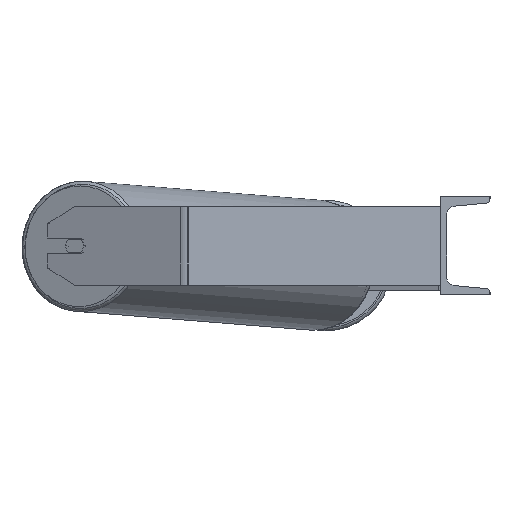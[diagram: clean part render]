
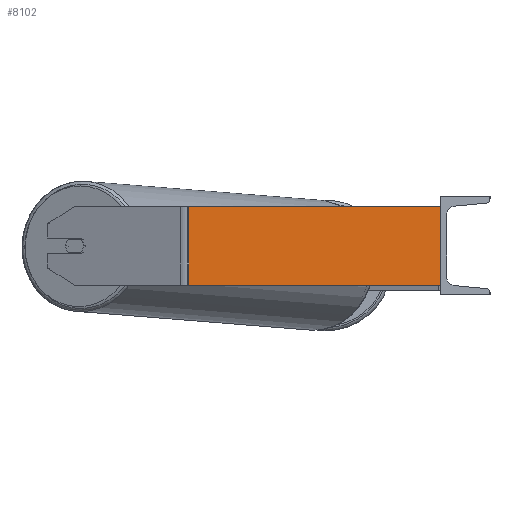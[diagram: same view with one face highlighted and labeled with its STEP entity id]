
A CAD part, left-side view. The second image highlights one B-rep face of the part: STEP entity #8102.
In plain terms, the highlighted planar face has unit normal (-0.996, -0.087, 0).
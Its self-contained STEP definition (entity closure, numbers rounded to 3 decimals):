
#133 = ORIENTED_EDGE ( 'NONE', *, *, #7887, .T. ) ;
#262 = VECTOR ( 'NONE', #7737, 1000. ) ;
#635 = DIRECTION ( 'NONE',  ( 0.087, -0.996, 0. ) ) ;
#656 = ORIENTED_EDGE ( 'NONE', *, *, #2362, .F. ) ;
#826 = CARTESIAN_POINT ( 'NONE',  ( -907.473, 256.864, -40. ) ) ;
#892 = VERTEX_POINT ( 'NONE', #826 ) ;
#1312 = AXIS2_PLACEMENT_3D ( 'NONE', #3095, #5306, #4465 ) ;
#1771 = ORIENTED_EDGE ( 'NONE', *, *, #8844, .F. ) ;
#2072 = LINE ( 'NONE', #7707, #3954 ) ;
#2093 = LINE ( 'NONE', #4922, #262 ) ;
#2362 = EDGE_CURVE ( 'NONE', #4210, #7361, #2626, .T. ) ;
#2537 = PLANE ( 'NONE',  #1312 ) ;
#2626 = LINE ( 'NONE', #6967, #6965 ) ;
#3095 = CARTESIAN_POINT ( 'NONE',  ( -907.846, 261.135, 40. ) ) ;
#3954 = VECTOR ( 'NONE', #8971, 1000. ) ;
#4210 = VERTEX_POINT ( 'NONE', #7327 ) ;
#4465 = DIRECTION ( 'NONE',  ( -0.087, 0.996, 0. ) ) ;
#4922 = CARTESIAN_POINT ( 'NONE',  ( -907.473, 256.864, 40. ) ) ;
#5306 = DIRECTION ( 'NONE',  ( 0.996, 0.087, 0. ) ) ;
#6306 = EDGE_LOOP ( 'NONE', ( #133, #1771, #656, #6630 ) ) ;
#6391 = DIRECTION ( 'NONE',  ( 0., 0., -1. ) ) ;
#6482 = VERTEX_POINT ( 'NONE', #8366 ) ;
#6630 = ORIENTED_EDGE ( 'NONE', *, *, #6927, .T. ) ;
#6741 = FACE_OUTER_BOUND ( 'NONE', #6306, .T. ) ;
#6927 = EDGE_CURVE ( 'NONE', #4210, #892, #2093, .T. ) ;
#6965 = VECTOR ( 'NONE', #635, 1000. ) ;
#6967 = CARTESIAN_POINT ( 'NONE',  ( -907.846, 261.135, 40. ) ) ;
#6999 = CARTESIAN_POINT ( 'NONE',  ( -885., 0., 40. ) ) ;
#7127 = LINE ( 'NONE', #6999, #7898 ) ;
#7327 = CARTESIAN_POINT ( 'NONE',  ( -907.473, 256.864, 40. ) ) ;
#7361 = VERTEX_POINT ( 'NONE', #8932 ) ;
#7707 = CARTESIAN_POINT ( 'NONE',  ( -907.846, 261.135, -40. ) ) ;
#7737 = DIRECTION ( 'NONE',  ( 0., 0., -1. ) ) ;
#7887 = EDGE_CURVE ( 'NONE', #892, #6482, #2072, .T. ) ;
#7898 = VECTOR ( 'NONE', #6391, 1000. ) ;
#8102 = ADVANCED_FACE ( 'NONE', ( #6741 ), #2537, .F. ) ;
#8366 = CARTESIAN_POINT ( 'NONE',  ( -885., 0., -40. ) ) ;
#8844 = EDGE_CURVE ( 'NONE', #7361, #6482, #7127, .T. ) ;
#8932 = CARTESIAN_POINT ( 'NONE',  ( -885., 0., 40. ) ) ;
#8971 = DIRECTION ( 'NONE',  ( 0.087, -0.996, 0. ) ) ;
